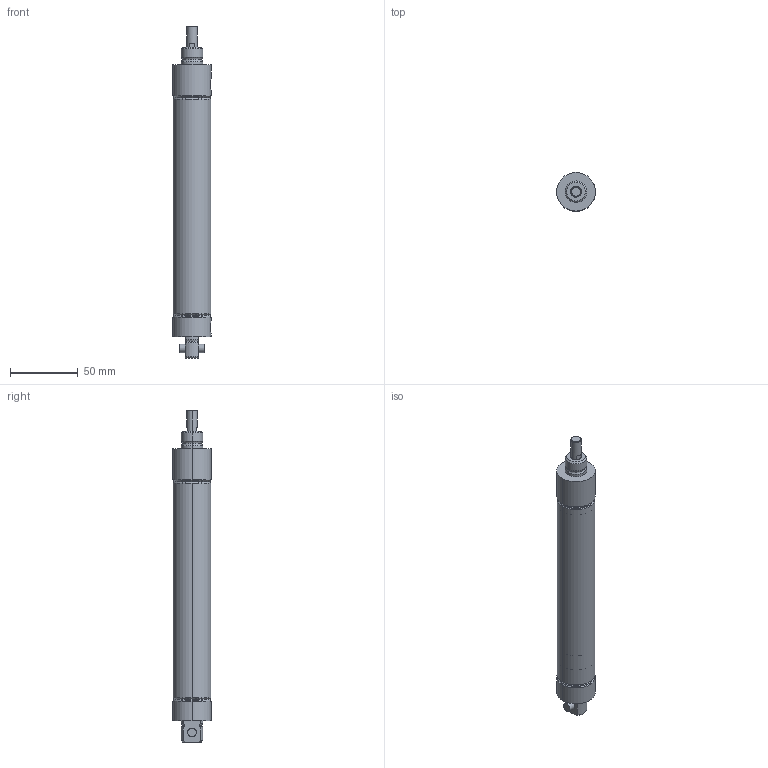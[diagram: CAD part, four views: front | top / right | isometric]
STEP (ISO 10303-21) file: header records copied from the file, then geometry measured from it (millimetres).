
FILE_DESCRIPTION (( 'STEP AP214' ), '1' );
FILE_NAME ('A17050DP-M.step', '2017-04-04T20:36:08', ( '' ), ( '' ), 'SwSTEP 2.0', 'SolidWorks 2017', '' );
FILE_SCHEMA (( 'AUTOMOTIVE_DESIGN' ));
Length unit declared in the file: inch
Products named in the file (4): A17050DP-M-PIN; A17050DP-M-Rod; A17050DP-M-MainBody; A17050DP-M
Assembly tree (3 placements, depth 2):
  A17050DP-M
    A17050DP-M-MainBody
    A17050DP-M-Rod
    A17050DP-M-PIN
Bounding box: 28.45 x 28.45 x 244.35 mm (x, y, z)
Volume: 61067.4 mm3; surface area: 42339.7 mm2
Topology: 3 solids, 3 shells, 92 faces, 205 edges, 125 vertices
Faces by surface type: cylinder 32, cone 30, plane 22, torus 8
Entity records: 2989 total; most frequent: CARTESIAN_POINT 734, DIRECTION 481, ORIENTED_EDGE 406, EDGE_CURVE 203, AXIS2_PLACEMENT_3D 202, VERTEX_POINT 125, EDGE_LOOP 104, CIRCLE 104
